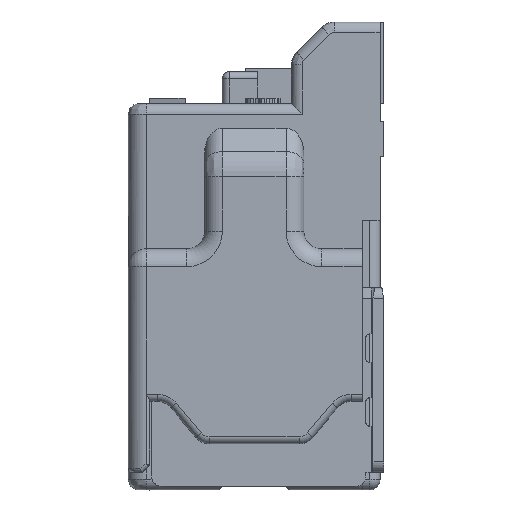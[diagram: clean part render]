
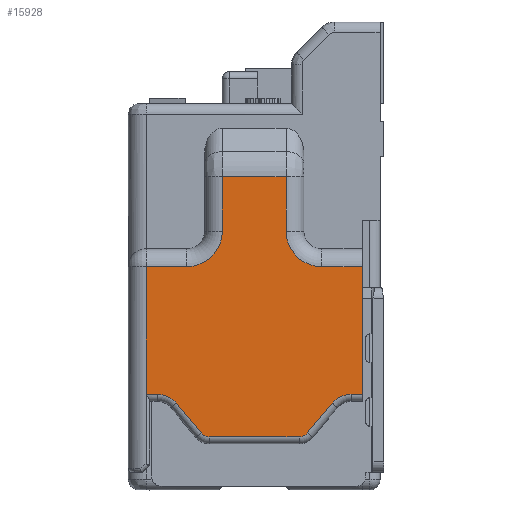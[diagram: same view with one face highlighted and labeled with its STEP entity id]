
A CAD part, left-side view. The second image highlights one B-rep face of the part: STEP entity #15928.
In plain terms, the highlighted planar face has unit normal (-1, 0, 0).
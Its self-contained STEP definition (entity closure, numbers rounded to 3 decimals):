
#3604=DIRECTION('',(0.,-1.,0.));
#3605=VECTOR('',#3604,1.15);
#3606=CARTESIAN_POINT('',(-5.,-1.05,-3.1));
#3607=LINE('',#3606,#3605);
#3623=CARTESIAN_POINT('',(-5.,3.584,-7.4));
#3624=DIRECTION('',(1.,0.,0.));
#3625=DIRECTION('',(0.,0.,1.));
#3626=AXIS2_PLACEMENT_3D('',#3623,#3624,#3625);
#3628=CARTESIAN_POINT('',(-5.,2.75,-2.1));
#3629=DIRECTION('',(1.,0.,0.));
#3630=DIRECTION('',(0.,-1.,0.));
#3631=AXIS2_PLACEMENT_3D('',#3628,#3629,#3630);
#3633=CARTESIAN_POINT('',(-5.,-1.05,-2.1));
#3634=DIRECTION('',(1.,0.,0.));
#3635=DIRECTION('',(0.,0.,-1.));
#3636=AXIS2_PLACEMENT_3D('',#3633,#3634,#3635);
#3638=DIRECTION('',(0.,0.,1.));
#3639=VECTOR('',#3638,3.6);
#3640=CARTESIAN_POINT('',(-5.,-2.2,-6.7));
#3641=LINE('',#3640,#3639);
#3642=CARTESIAN_POINT('',(-5.,-1.884,-7.4));
#3643=DIRECTION('',(1.,0.,0.));
#3644=DIRECTION('',(0.,0.768,0.64));
#3645=AXIS2_PLACEMENT_3D('',#3642,#3643,#3644);
#3647=DIRECTION('',(0.,-0.64,0.768));
#3648=VECTOR('',#3647,1.094);
#3649=CARTESIAN_POINT('',(-5.,-0.646,-7.792));
#3650=LINE('',#3649,#3648);
#3651=CARTESIAN_POINT('',(-5.,-0.416,-7.6));
#3652=DIRECTION('',(-1.,0.,0.));
#3653=DIRECTION('',(0.,0.,-1.));
#3654=AXIS2_PLACEMENT_3D('',#3651,#3652,#3653);
#3656=CARTESIAN_POINT('',(-5.,2.116,-7.6));
#3657=DIRECTION('',(-1.,0.,0.));
#3658=DIRECTION('',(0.,0.768,-0.64));
#3659=AXIS2_PLACEMENT_3D('',#3656,#3657,#3658);
#3661=DIRECTION('',(0.,-0.64,-0.768));
#3662=VECTOR('',#3661,1.094);
#3663=CARTESIAN_POINT('',(-5.,3.046,-6.952));
#3664=LINE('',#3663,#3662);
#3699=DIRECTION('',(0.,1.,0.));
#3700=VECTOR('',#3699,2.532);
#3701=CARTESIAN_POINT('',(-5.,-0.416,-7.9));
#3702=LINE('',#3701,#3700);
#3741=DIRECTION('',(0.,1.,0.));
#3742=VECTOR('',#3741,0.316);
#3743=CARTESIAN_POINT('',(-5.,-2.2,-6.7));
#3744=LINE('',#3743,#3742);
#3829=DIRECTION('',(0.,1.,0.));
#3830=VECTOR('',#3829,0.316);
#3831=CARTESIAN_POINT('',(-5.,3.584,-6.7));
#3832=LINE('',#3831,#3830);
#3931=DIRECTION('',(0.,0.,1.));
#3932=VECTOR('',#3931,3.6);
#3933=CARTESIAN_POINT('',(-5.,3.9,-6.7));
#3934=LINE('',#3933,#3932);
#3950=DIRECTION('',(0.,-1.,0.));
#3951=VECTOR('',#3950,1.15);
#3952=CARTESIAN_POINT('',(-5.,3.9,-3.1));
#3953=LINE('',#3952,#3951);
#3973=DIRECTION('',(0.,0.,1.));
#3974=VECTOR('',#3973,1.536);
#3975=CARTESIAN_POINT('',(-5.,1.75,-2.1));
#3976=LINE('',#3975,#3974);
#3996=DIRECTION('',(0.,-1.,0.));
#3997=VECTOR('',#3996,1.8);
#3998=CARTESIAN_POINT('',(-5.,1.75,-0.564));
#3999=LINE('',#3998,#3997);
#4019=DIRECTION('',(0.,0.,-1.));
#4020=VECTOR('',#4019,1.536);
#4021=CARTESIAN_POINT('',(-5.,-0.05,-0.564));
#4022=LINE('',#4021,#4020);
#9161=CARTESIAN_POINT('',(-5.,3.9,-3.1));
#9162=VERTEX_POINT('',#9161);
#9163=CARTESIAN_POINT('',(-5.,2.75,-3.1));
#9164=VERTEX_POINT('',#9163);
#9167=CARTESIAN_POINT('',(-5.,1.75,-2.1));
#9168=VERTEX_POINT('',#9167);
#9171=CARTESIAN_POINT('',(-5.,1.75,-0.564));
#9172=VERTEX_POINT('',#9171);
#9180=CARTESIAN_POINT('',(-5.,-0.05,-0.564));
#9182=VERTEX_POINT('',#9180);
#9183=CARTESIAN_POINT('',(-5.,3.584,-6.7));
#9184=CARTESIAN_POINT('',(-5.,3.046,-6.952));
#9185=VERTEX_POINT('',#9183);
#9186=VERTEX_POINT('',#9184);
#9187=CARTESIAN_POINT('',(-5.,2.346,-7.792));
#9188=VERTEX_POINT('',#9187);
#9189=CARTESIAN_POINT('',(-5.,2.116,-7.9));
#9190=VERTEX_POINT('',#9189);
#9191=CARTESIAN_POINT('',(-5.,-0.416,-7.9));
#9192=VERTEX_POINT('',#9191);
#9193=CARTESIAN_POINT('',(-5.,-0.646,-7.792));
#9194=VERTEX_POINT('',#9193);
#9195=CARTESIAN_POINT('',(-5.,-1.346,-6.952));
#9196=VERTEX_POINT('',#9195);
#9197=CARTESIAN_POINT('',(-5.,-1.884,-6.7));
#9198=VERTEX_POINT('',#9197);
#9199=CARTESIAN_POINT('',(-5.,-2.2,-6.7));
#9200=VERTEX_POINT('',#9199);
#9201=CARTESIAN_POINT('',(-5.,-2.2,-3.1));
#9202=VERTEX_POINT('',#9201);
#9203=CARTESIAN_POINT('',(-5.,-1.05,-3.1));
#9204=VERTEX_POINT('',#9203);
#9205=CARTESIAN_POINT('',(-5.,-0.05,-2.1));
#9206=VERTEX_POINT('',#9205);
#9207=CARTESIAN_POINT('',(-5.,3.9,-6.7));
#9208=VERTEX_POINT('',#9207);
#15888=CARTESIAN_POINT('',(-5.,-2.7,0.));
#15889=DIRECTION('',(-1.,0.,0.));
#15890=DIRECTION('',(0.,-1.,0.));
#15891=AXIS2_PLACEMENT_3D('',#15888,#15889,#15890);
#15892=PLANE('',#15891);
#15894=ORIENTED_EDGE('',*,*,#15893,.F.);
#15896=ORIENTED_EDGE('',*,*,#15895,.T.);
#15898=ORIENTED_EDGE('',*,*,#15897,.T.);
#15900=ORIENTED_EDGE('',*,*,#15899,.T.);
#15902=ORIENTED_EDGE('',*,*,#15901,.F.);
#15904=ORIENTED_EDGE('',*,*,#15903,.T.);
#15906=ORIENTED_EDGE('',*,*,#15905,.T.);
#15908=ORIENTED_EDGE('',*,*,#15907,.T.);
#15909=ORIENTED_EDGE('',*,*,#15879,.F.);
#15910=ORIENTED_EDGE('',*,*,#15869,.T.);
#15911=ORIENTED_EDGE('',*,*,#13866,.F.);
#15913=ORIENTED_EDGE('',*,*,#15912,.T.);
#15915=ORIENTED_EDGE('',*,*,#15914,.F.);
#15917=ORIENTED_EDGE('',*,*,#15916,.F.);
#15919=ORIENTED_EDGE('',*,*,#15918,.F.);
#15921=ORIENTED_EDGE('',*,*,#15920,.T.);
#15923=ORIENTED_EDGE('',*,*,#15922,.F.);
#15925=ORIENTED_EDGE('',*,*,#15924,.F.);
#15926=EDGE_LOOP('',(#15894,#15896,#15898,#15900,#15902,#15904,#15906,#15908,
#15909,#15910,#15911,#15913,#15915,#15917,#15919,#15921,#15923,#15925));
#15927=FACE_OUTER_BOUND('',#15926,.F.);
#3627=CIRCLE('',#3626,0.7);
#3632=CIRCLE('',#3631,1.);
#3637=CIRCLE('',#3636,1.);
#3646=CIRCLE('',#3645,0.7);
#3655=CIRCLE('',#3654,0.3);
#3660=CIRCLE('',#3659,0.3);
#13866=EDGE_CURVE('',#9200,#9202,#3641,.T.);
#15869=EDGE_CURVE('',#9204,#9202,#3607,.T.);
#15879=EDGE_CURVE('',#9204,#9206,#3637,.T.);
#15893=EDGE_CURVE('',#9185,#9186,#3627,.T.);
#15895=EDGE_CURVE('',#9185,#9208,#3832,.T.);
#15897=EDGE_CURVE('',#9208,#9162,#3934,.T.);
#15899=EDGE_CURVE('',#9162,#9164,#3953,.T.);
#15901=EDGE_CURVE('',#9168,#9164,#3632,.T.);
#15903=EDGE_CURVE('',#9168,#9172,#3976,.T.);
#15905=EDGE_CURVE('',#9172,#9182,#3999,.T.);
#15907=EDGE_CURVE('',#9182,#9206,#4022,.T.);
#15912=EDGE_CURVE('',#9200,#9198,#3744,.T.);
#15914=EDGE_CURVE('',#9196,#9198,#3646,.T.);
#15916=EDGE_CURVE('',#9194,#9196,#3650,.T.);
#15918=EDGE_CURVE('',#9192,#9194,#3655,.T.);
#15920=EDGE_CURVE('',#9192,#9190,#3702,.T.);
#15922=EDGE_CURVE('',#9188,#9190,#3660,.T.);
#15924=EDGE_CURVE('',#9186,#9188,#3664,.T.);
#15928=ADVANCED_FACE('',(#15927),#15892,.T.);
